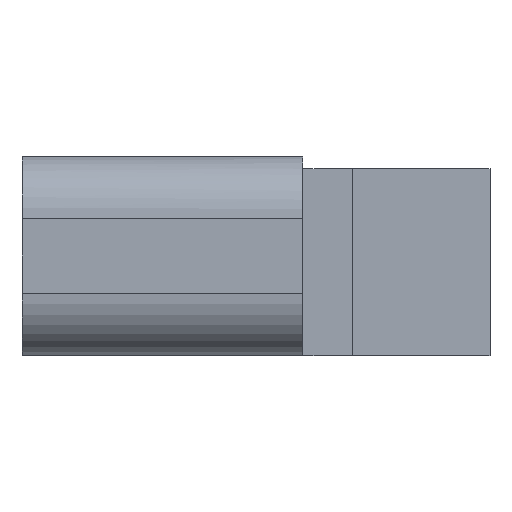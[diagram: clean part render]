
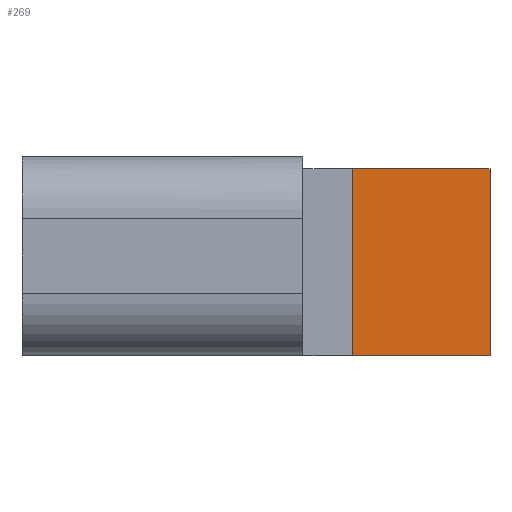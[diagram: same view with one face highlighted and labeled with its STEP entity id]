
A CAD part, front view. The second image highlights one B-rep face of the part: STEP entity #269.
In plain terms, the highlighted planar face has unit normal (0, -1, 0).
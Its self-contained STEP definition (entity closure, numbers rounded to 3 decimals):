
#2 = CARTESIAN_POINT ( 'NONE',  ( 4.5, -7.2, 0. ) ) ;
#27 = CARTESIAN_POINT ( 'NONE',  ( 2.3, -7.2, 3. ) ) ;
#49 = LINE ( 'NONE', #27, #401 ) ;
#80 = CARTESIAN_POINT ( 'NONE',  ( 2.3, -7.2, 0. ) ) ;
#95 = ORIENTED_EDGE ( 'NONE', *, *, #418, .T. ) ;
#143 = VECTOR ( 'NONE', #356, 1000. ) ;
#149 = ORIENTED_EDGE ( 'NONE', *, *, #654, .T. ) ;
#206 = CARTESIAN_POINT ( 'NONE',  ( 2.3, -7.2, 0. ) ) ;
#218 = DIRECTION ( 'NONE',  ( -1., 0., 0. ) ) ;
#253 = LINE ( 'NONE', #206, #668 ) ;
#269 = ADVANCED_FACE ( 'NONE', ( #616 ), #701, .T. ) ;
#276 = VERTEX_POINT ( 'NONE', #2 ) ;
#305 = VERTEX_POINT ( 'NONE', #464 ) ;
#356 = DIRECTION ( 'NONE',  ( 0., 0., -1. ) ) ;
#361 = EDGE_CURVE ( 'NONE', #276, #503, #253, .T. ) ;
#374 = CARTESIAN_POINT ( 'NONE',  ( 4.5, -7.2, 3. ) ) ;
#386 = DIRECTION ( 'NONE',  ( 0., 0., -1. ) ) ;
#393 = DIRECTION ( 'NONE',  ( -1., 0., 0. ) ) ;
#401 = VECTOR ( 'NONE', #218, 1000. ) ;
#404 = ORIENTED_EDGE ( 'NONE', *, *, #361, .F. ) ;
#418 = EDGE_CURVE ( 'NONE', #420, #305, #49, .T. ) ;
#419 = CARTESIAN_POINT ( 'NONE',  ( 4.5, -7.2, 3. ) ) ;
#420 = VERTEX_POINT ( 'NONE', #419 ) ;
#443 = DIRECTION ( 'NONE',  ( 0., 0., -1. ) ) ;
#450 = DIRECTION ( 'NONE',  ( 0., -1., 0. ) ) ;
#452 = LINE ( 'NONE', #374, #569 ) ;
#459 = CARTESIAN_POINT ( 'NONE',  ( 2.3, -7.2, 3. ) ) ;
#464 = CARTESIAN_POINT ( 'NONE',  ( 2.3, -7.2, 3. ) ) ;
#469 = AXIS2_PLACEMENT_3D ( 'NONE', #459, #450, #386 ) ;
#474 = LINE ( 'NONE', #803, #143 ) ;
#498 = ORIENTED_EDGE ( 'NONE', *, *, #792, .F. ) ;
#503 = VERTEX_POINT ( 'NONE', #80 ) ;
#569 = VECTOR ( 'NONE', #443, 1000. ) ;
#616 = FACE_OUTER_BOUND ( 'NONE', #662, .T. ) ;
#654 = EDGE_CURVE ( 'NONE', #305, #503, #474, .T. ) ;
#662 = EDGE_LOOP ( 'NONE', ( #404, #498, #95, #149 ) ) ;
#668 = VECTOR ( 'NONE', #393, 1000. ) ;
#701 = PLANE ( 'NONE',  #469 ) ;
#792 = EDGE_CURVE ( 'NONE', #420, #276, #452, .T. ) ;
#803 = CARTESIAN_POINT ( 'NONE',  ( 2.3, -7.2, 3. ) ) ;
